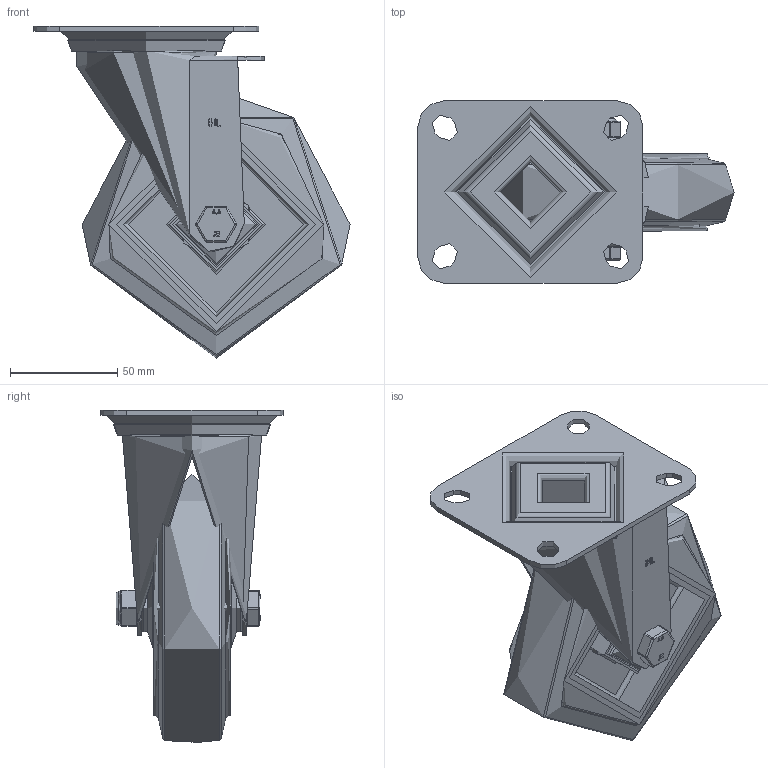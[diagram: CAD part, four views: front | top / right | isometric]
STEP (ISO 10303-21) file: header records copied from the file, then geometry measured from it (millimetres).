
FILE_DESCRIPTION(/* description */ (''),/* implementation_level */ '2;1');
FILE_NAME(/* name */ 'BZMM125SRNBJ.step',/* time_stamp */ '2024-08-05T12:55:13+01:00',/* author */ (''),/* organization */ (''),/* preprocessor_version */ 'ST-DEVELOPER v20',/* originating_system */ 'Autodesk Translation Framework v13.14.0.145',/* authorisation */ '');
FILE_SCHEMA (('AUTOMOTIVE_DESIGN { 1 0 10303 214 3 1 1 }'));
Length unit declared in the file: millimetre
Products named in the file (26): BZMM125SRNBJ; BZMM125AS - 2 - 47 v1; ZINC PLATED, PRESSED STEEL TOP PLATE; ZINC PLATED, PRESSED STEEL FORKS; BEARING SEAL; BZMH125WSRNBJM10 v1; BZMM125WSRNBJ; 65 SHORE A ELASTIC RUBBER TYRE; NYLON RIM; BEARING 6202; METAL; METAL2; Pattern; Component1; MIDDLE; RUBBER; RUBBER2; HUBCAPM10X47RN; HUBCAPM10X47RN (1); HUB CAP; HEXBOLTM10X60Z8.8 v2; GRADE 8.8 ZINC PLATED BOLT; NYLOCM10Z v1; NYLOC NUT; RUBBER (1); NUT
Assembly tree (33 placements, depth 6):
  BZMM125SRNBJ
    BZMM125AS - 2 - 47 v1
      ZINC PLATED, PRESSED STEEL TOP PLATE
      ZINC PLATED, PRESSED STEEL FORKS
      BEARING SEAL
    BZMH125WSRNBJM10 v1
      BZMM125WSRNBJ
        65 SHORE A ELASTIC RUBBER TYRE
        NYLON RIM
        BEARING 6202
          METAL
          METAL2
          Pattern
            Component1  x8
          MIDDLE
          RUBBER
          RUBBER2
      HUBCAPM10X47RN
        HUB CAP
      HUBCAPM10X47RN (1)
        HUB CAP
    HEXBOLTM10X60Z8.8 v2
      GRADE 8.8 ZINC PLATED BOLT
    NYLOCM10Z v1
      NYLOC NUT
        RUBBER (1)
        NUT
Bounding box: 147.5 x 85 x 154.9 mm (x, y, z)
Volume: 324016.6 mm3; surface area: 150207.1 mm2
Topology: 23 solids, 23 shells, 737 faces, 1770 edges, 1149 vertices
Faces by surface type: plane 277, bspline 193, cylinder 179, sphere 42, torus 26, cone 20
Full cylindrical faces by diameter (mm): 8.141 x19, 9.85 x20, 10 x3, 10.2 x2, 10.3 x2, 12 x2, 14.9 x2, 15 x1, 15.5 x1, 16 x1, 18 x1, 19.2 x2, 20 x4, 22 x2, 22.5 x2, 23 x2, 25 x2, 27.75 x2, 28 x1, 30 x4, 30.5 x2, 31 x4, 32 x3, 34 x3, 34.5 x2, 35 x2, 36.25 x2, 38.25 x2, 40.5 x2, 43.5 x2
Entity records: 29147 total; most frequent: CARTESIAN_POINT 12966, ORIENTED_EDGE 3388, DIRECTION 2755, EDGE_CURVE 1694, VERTEX_POINT 1112, AXIS2_PLACEMENT_3D 1002, EDGE_LOOP 858, LINE 751
